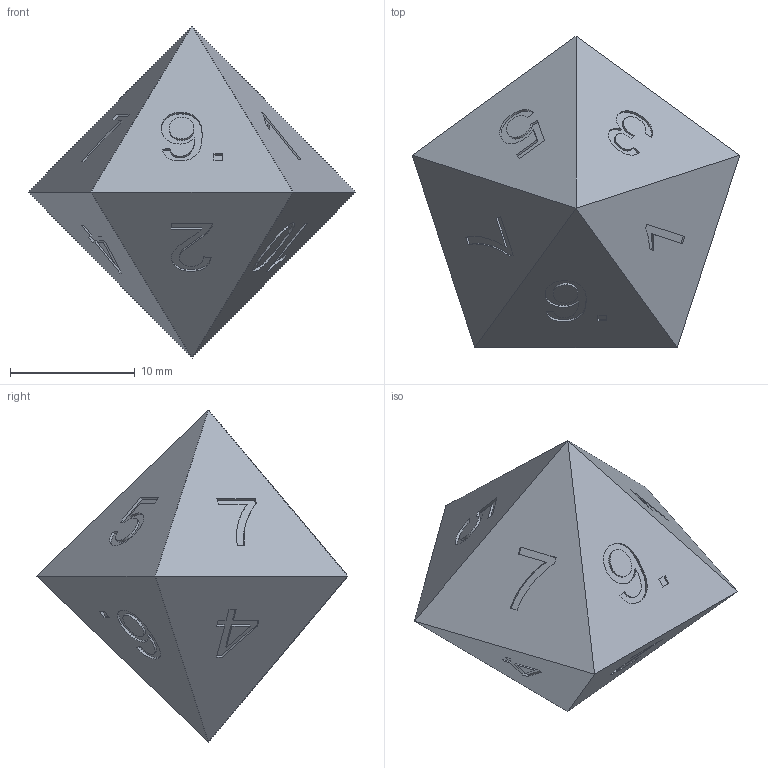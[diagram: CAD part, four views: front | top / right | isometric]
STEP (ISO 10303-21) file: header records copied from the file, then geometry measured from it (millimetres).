
FILE_DESCRIPTION(('HOOPS Exchange Step'),'2;1');
FILE_NAME('temp_export','2024-08-12T10:36:02+08:00',('sharma21'),('Shapr3D Limited'),'HOOPS Exchange 2024.2','Shapr3D','Authorized');
FILE_SCHEMA( ('AP242_MANAGED_MODEL_BASED_3D_ENGINEERING_MIM_LF {1 0 10303 442 1 1 4 }') );
Length unit declared in the file: millimetre
Products named in the file (1): root
Bounding box: 26.29 x 25 x 26.65 mm (x, y, z)
Volume: 4019.6 mm3; surface area: 1462.5 mm2
Topology: 1 solids, 1 shells, 123 faces, 297 edges, 195 vertices
Faces by surface type: plane 82, bspline 41
Entity records: 5485 total; most frequent: CARTESIAN_POINT 2854, ORIENTED_EDGE 594, DIRECTION 383, EDGE_CURVE 297, VECTOR 215, LINE 215, VERTEX_POINT 195, EDGE_LOOP 142
